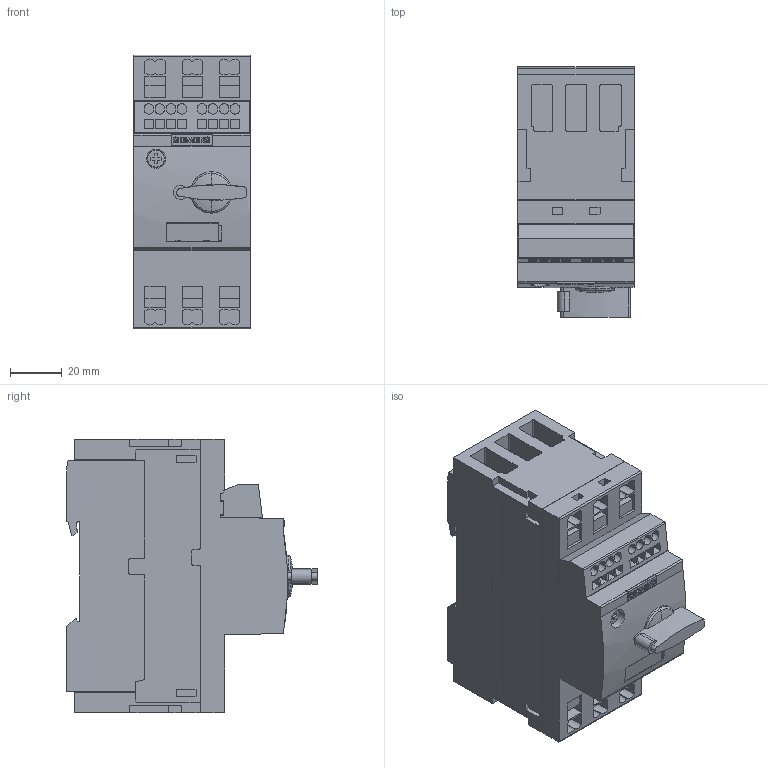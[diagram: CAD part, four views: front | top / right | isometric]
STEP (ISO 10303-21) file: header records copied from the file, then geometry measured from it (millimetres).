
FILE_DESCRIPTION(('no description'),'unknown implementation level');
FILE_NAME('3RV2011-0AA25_3D_v.stp',' ',('SIEMENS A&D'),('CADClick - KiM GmbH - www.kimweb.de'),'unknown preprocess','ACIS','unknown authorization');
FILE_SCHEMA(('automotive_design'));
Length unit declared in the file: millimetre
Products named in the file (1): 1
Bounding box: 45 x 96.9 x 106 mm (x, y, z)
Volume: 323746.5 mm3; surface area: 44811 mm2
Topology: 1 solids, 1 shells, 670 faces, 1853 edges, 1227 vertices
Faces by surface type: plane 448, cylinder 204, torus 18
Entity records: 42506 total; most frequent: CARTESIAN_POINT 4226, STYLED_ITEM 3743, PRESENTATION_STYLE_ASSIGNMENT 3743, COLOUR_RGB 3743, ORIENTED_EDGE 3690, DIRECTION 3600, EDGE_CURVE 1845, CURVE_STYLE 1845
